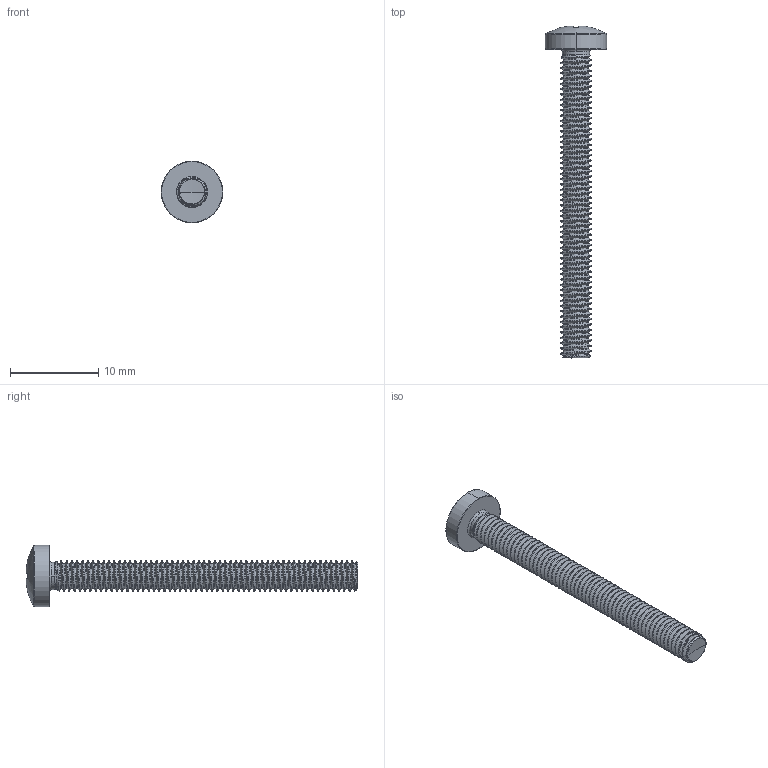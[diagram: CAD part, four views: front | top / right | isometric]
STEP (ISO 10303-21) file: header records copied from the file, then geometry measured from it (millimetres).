
FILE_DESCRIPTION (( 'STEP AP203' ), '1' );
FILE_NAME ('STM320350350.STEP', '2020-12-24T15:30:22', ( '' ), ( '' ), 'SwSTEP 2.0', 'SolidWorks 2015', '' );
FILE_SCHEMA (( 'CONFIG_CONTROL_DESIGN' ));
Products named in the file (2): STM320350350
Bounding box: 7 x 37.66 x 7 mm (x, y, z)
Volume: 349.5 mm3; surface area: 703 mm2
Topology: 1 solids, 1 shells, 275 faces, 699 edges, 425 vertices
Faces by surface type: cylinder 137, bspline 46, torus 33, sphere 28, plane 22, cone 9
Entity records: 33239 total; most frequent: CARTESIAN_POINT 27427, ORIENTED_EDGE 1394, DIRECTION 1020, EDGE_CURVE 697, AXIS2_PLACEMENT_3D 428, VERTEX_POINT 425, EDGE_LOOP 276, ADVANCED_FACE 275
